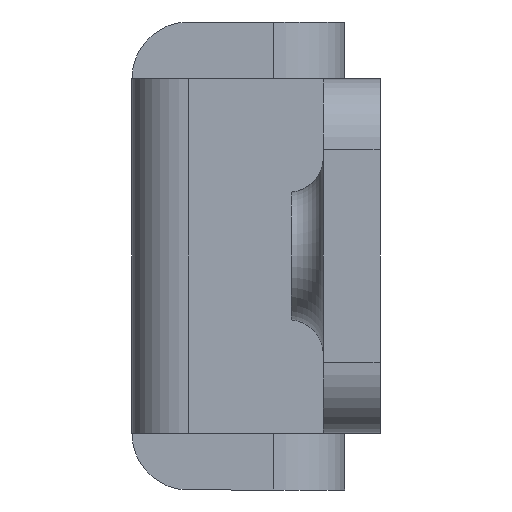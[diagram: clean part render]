
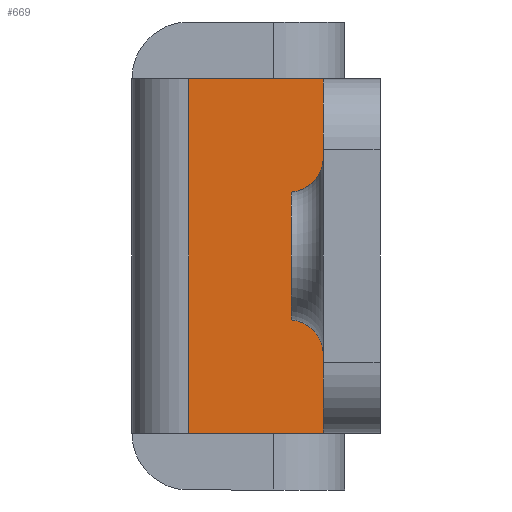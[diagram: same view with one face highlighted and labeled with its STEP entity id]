
A CAD part, left-side view. The second image highlights one B-rep face of the part: STEP entity #669.
In plain terms, the highlighted planar face has unit normal (-1, 0, 0).
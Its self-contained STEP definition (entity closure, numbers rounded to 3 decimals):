
#82 = EDGE_CURVE ( 'NONE', #389, #384, #919, .T. ) ;
#116 = EDGE_CURVE ( 'NONE', #367, #389, #1024, .T. ) ;
#314 = VERTEX_POINT ( 'NONE', #1110 ) ;
#367 = VERTEX_POINT ( 'NONE', #1737 ) ;
#384 = VERTEX_POINT ( 'NONE', #1754 ) ;
#389 = VERTEX_POINT ( 'NONE', #1759 ) ;
#398 = ORIENTED_EDGE ( 'NONE', *, *, #601, .T. ) ;
#399 = ORIENTED_EDGE ( 'NONE', *, *, #82, .F. ) ;
#400 = ORIENTED_EDGE ( 'NONE', *, *, #116, .F. ) ;
#473 = ORIENTED_EDGE ( 'NONE', *, *, #603, .T. ) ;
#571 = VECTOR ( 'NONE', #1026, 1000. ) ;
#601 = EDGE_CURVE ( 'NONE', #314, #384, #1787, .T. ) ;
#603 = EDGE_CURVE ( 'NONE', #367, #314, #1793, .T. ) ;
#669 = ADVANCED_FACE ( 'NONE', ( #1330 ), #1440, .F. ) ;
#919 = LINE ( 'NONE', #920, #1128 ) ;
#920 = CARTESIAN_POINT ( 'NONE',  ( -6.6, 1.6, 5. ) ) ;
#921 = DIRECTION ( 'NONE',  ( 0., 0., -1. ) ) ;
#1024 = LINE ( 'NONE', #1025, #571 ) ;
#1025 = CARTESIAN_POINT ( 'NONE',  ( -6.6, 1.6, 5. ) ) ;
#1026 = DIRECTION ( 'NONE',  ( 0., -1., 0. ) ) ;
#1110 = CARTESIAN_POINT ( 'NONE',  ( -6.6, 5.4, -5. ) ) ;
#1128 = VECTOR ( 'NONE', #921, 1000. ) ;
#1241 = VECTOR ( 'NONE', #1789, 1000. ) ;
#1244 = VECTOR ( 'NONE', #1795, 1000. ) ;
#1330 = FACE_OUTER_BOUND ( 'NONE', #2182, .T. ) ;
#1334 = AXIS2_PLACEMENT_3D ( 'NONE', #1441, #1442, #1443 ) ;
#1440 = PLANE ( 'NONE',  #1334 ) ;
#1441 = CARTESIAN_POINT ( 'NONE',  ( -6.6, 1.6, 5. ) ) ;
#1442 = DIRECTION ( 'NONE',  ( 1., 0., 0. ) ) ;
#1443 = DIRECTION ( 'NONE',  ( 0., 0., -1. ) ) ;
#1737 = CARTESIAN_POINT ( 'NONE',  ( -6.6, 5.4, 5. ) ) ;
#1754 = CARTESIAN_POINT ( 'NONE',  ( -6.6, 1.6, -5. ) ) ;
#1759 = CARTESIAN_POINT ( 'NONE',  ( -6.6, 1.6, 5. ) ) ;
#1787 = LINE ( 'NONE', #1788, #1241 ) ;
#1788 = CARTESIAN_POINT ( 'NONE',  ( -6.6, 1.6, -5. ) ) ;
#1789 = DIRECTION ( 'NONE',  ( 0., -1., 0. ) ) ;
#1793 = LINE ( 'NONE', #1794, #1244 ) ;
#1794 = CARTESIAN_POINT ( 'NONE',  ( -6.6, 5.4, 5. ) ) ;
#1795 = DIRECTION ( 'NONE',  ( 0., 0., -1. ) ) ;
#2182 = EDGE_LOOP ( 'NONE', ( #398, #399, #400, #473 ) ) ;
